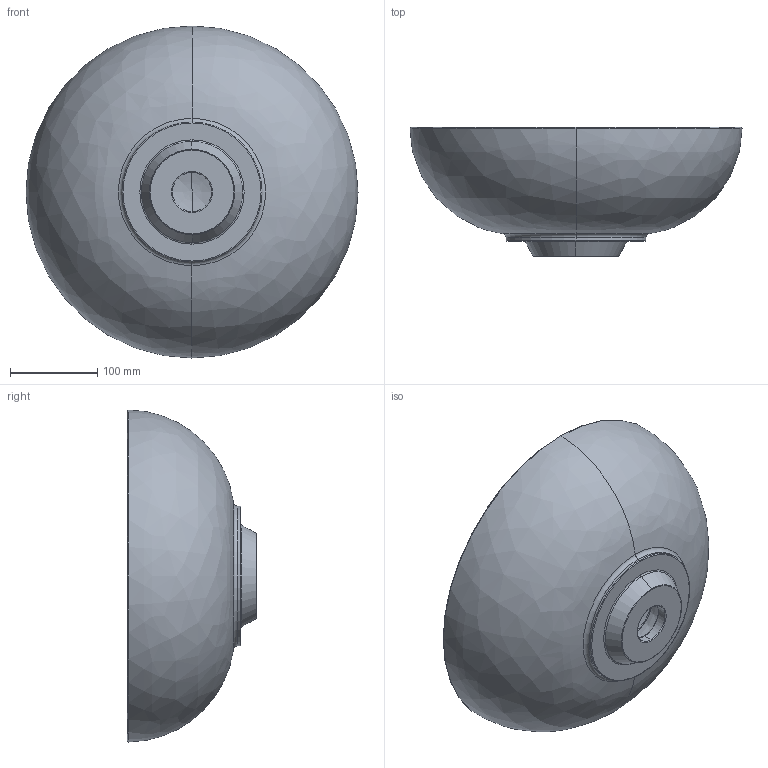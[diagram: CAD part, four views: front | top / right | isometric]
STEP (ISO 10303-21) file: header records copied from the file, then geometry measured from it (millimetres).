
FILE_DESCRIPTION((''),'2;1');
FILE_NAME('VILLA_380_THIN_EDGE_ASM','2023-01-23T15:37:01',('gshvetsov'),(''),'CREO PARAMETRIC BY PTC INC, 2022014','CREO PARAMETRIC BY PTC INC, 2022014','');
FILE_SCHEMA(('CONFIG_CONTROL_DESIGN'));
Length unit declared in the file: millimetre
Products named in the file (3): VILLA_THIN_EDGE_380_ROUND; VILLA_SOL_SURF_TOP__01; VILLA_380_THIN_EDGE_ASM
Assembly tree (2 placements, depth 2):
  VILLA_380_THIN_EDGE_ASM
    VILLA_THIN_EDGE_380_ROUND
    VILLA_SOL_SURF_TOP__01
Bounding box: 379.99 x 148 x 379.99 mm (x, y, z)
Volume: 2751258.7 mm3; surface area: 379340.4 mm2
Topology: 2 solids, 2 shells, 54 faces, 108 edges, 57 vertices
Faces by surface type: torus 26, cone 10, cylinder 8, bspline 6, plane 4
Entity records: 1620 total; most frequent: CARTESIAN_POINT 384, DIRECTION 300, ORIENTED_EDGE 212, AXIS2_PLACEMENT_3D 141, EDGE_CURVE 106, CIRCLE 88, VERTEX_POINT 57, EDGE_LOOP 57
